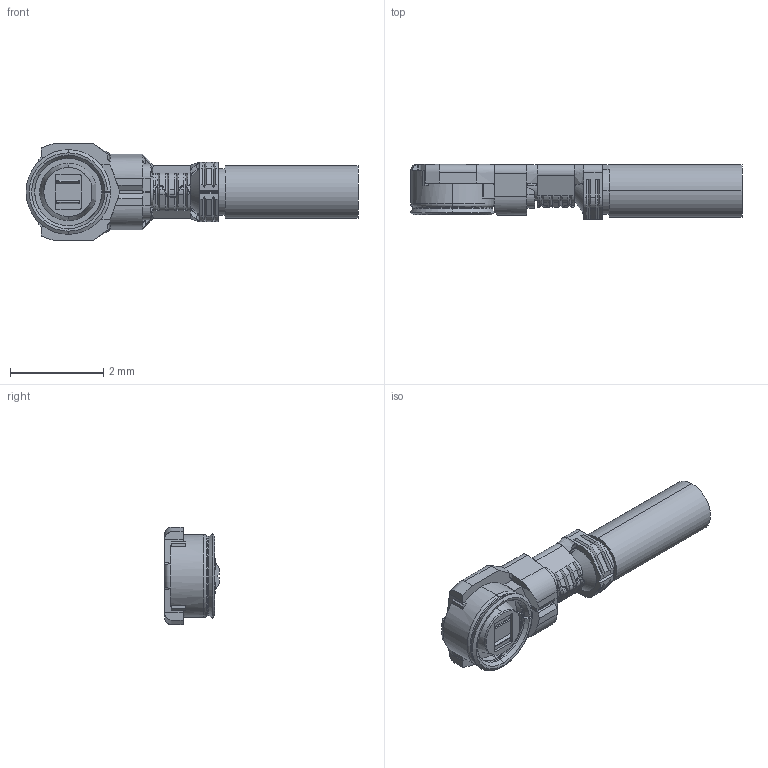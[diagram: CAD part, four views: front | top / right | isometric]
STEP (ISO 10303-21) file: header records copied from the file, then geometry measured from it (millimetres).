
FILE_DESCRIPTION (( 'STEP AP203' ), '1' );
FILE_NAME ('20565-001R-13C PLUG STEP R8 ALL.STEP', '2018-04-23T11:53:39', ( '' ), ( '' ), 'SwSTEP 2.0', 'SolidWorks 2017', '' );
FILE_SCHEMA (( 'CONFIG_CONTROL_DESIGN' ));
Length unit declared in the file: millimetre
Products named in the file (1): 20565-001R-13C PLUG STEP R8 ALL
Bounding box: 7.13 x 1.18 x 2.1 mm (x, y, z)
Volume: 8.2 mm3; surface area: 40.5 mm2
Topology: 1 solids, 1 shells, 403 faces, 1052 edges, 659 vertices
Faces by surface type: plane 213, cylinder 91, cone 49, bspline 31, torus 19
Entity records: 14071 total; most frequent: CARTESIAN_POINT 4493, ORIENTED_EDGE 2104, DIRECTION 1835, EDGE_CURVE 1052, VERTEX_POINT 659, VECTOR 655, LINE 655, AXIS2_PLACEMENT_3D 590
